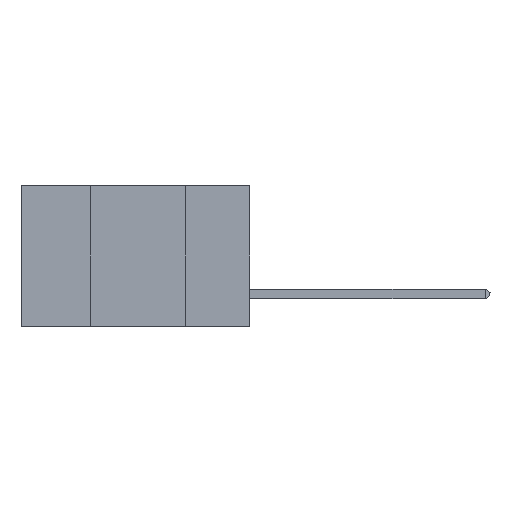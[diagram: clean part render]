
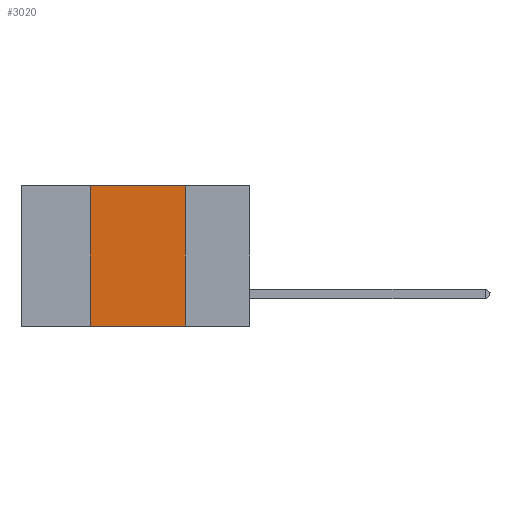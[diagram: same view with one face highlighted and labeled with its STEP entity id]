
A CAD part, left-side view. The second image highlights one B-rep face of the part: STEP entity #3020.
In plain terms, the highlighted planar face has unit normal (-1, 0, 0).
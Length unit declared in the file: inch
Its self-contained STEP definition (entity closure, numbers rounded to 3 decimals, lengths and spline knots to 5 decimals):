
#272 = CARTESIAN_POINT ( 'NONE',  ( 0., 0.17, -0.37 ) ) ;
#3020 = ADVANCED_FACE ( 'NONE', ( #9946 ), #5706, .F. ) ;
#5645 = DIRECTION ( 'NONE',  ( 0., 0., 1. ) ) ;
#5706 = PLANE ( 'NONE',  #16699 ) ;
#8515 = LINE ( 'NONE', #36683, #12131 ) ;
#8954 = VECTOR ( 'NONE', #32061, 39.37008 ) ;
#9838 = CARTESIAN_POINT ( 'NONE',  ( 0., 0.42, 0. ) ) ;
#9946 = FACE_OUTER_BOUND ( 'NONE', #32463, .T. ) ;
#10215 = EDGE_CURVE ( 'NONE', #25992, #40749, #37246, .T. ) ;
#11301 = CARTESIAN_POINT ( 'NONE',  ( 0., 0.6, 0. ) ) ;
#12131 = VECTOR ( 'NONE', #5645, 39.37008 ) ;
#13416 = DIRECTION ( 'NONE',  ( 0., 0., -1. ) ) ;
#13769 = ORIENTED_EDGE ( 'NONE', *, *, #25059, .T. ) ;
#13811 = VECTOR ( 'NONE', #29131, 39.37008 ) ;
#15650 = ORIENTED_EDGE ( 'NONE', *, *, #27113, .F. ) ;
#16699 = AXIS2_PLACEMENT_3D ( 'NONE', #36394, #44296, #13416 ) ;
#17497 = VERTEX_POINT ( 'NONE', #18321 ) ;
#18321 = CARTESIAN_POINT ( 'NONE',  ( 0., 0.42, -0.37 ) ) ;
#23752 = EDGE_CURVE ( 'NONE', #26160, #25992, #26380, .T. ) ;
#24061 = CARTESIAN_POINT ( 'NONE',  ( 0., 0.17, 0. ) ) ;
#24257 = LINE ( 'NONE', #43789, #32579 ) ;
#24977 = DIRECTION ( 'NONE',  ( 0., -1., 0. ) ) ;
#25059 = EDGE_CURVE ( 'NONE', #17497, #40749, #24257, .T. ) ;
#25667 = ORIENTED_EDGE ( 'NONE', *, *, #10215, .F. ) ;
#25992 = VERTEX_POINT ( 'NONE', #24061 ) ;
#26160 = VERTEX_POINT ( 'NONE', #9838 ) ;
#26380 = LINE ( 'NONE', #11301, #8954 ) ;
#27113 = EDGE_CURVE ( 'NONE', #17497, #26160, #8515, .T. ) ;
#29131 = DIRECTION ( 'NONE',  ( 0., 0., -1. ) ) ;
#32061 = DIRECTION ( 'NONE',  ( 0., -1., 0. ) ) ;
#32451 = ORIENTED_EDGE ( 'NONE', *, *, #23752, .F. ) ;
#32463 = EDGE_LOOP ( 'NONE', ( #25667, #32451, #15650, #13769 ) ) ;
#32579 = VECTOR ( 'NONE', #24977, 39.37008 ) ;
#36394 = CARTESIAN_POINT ( 'NONE',  ( 0., 0.6, 0. ) ) ;
#36683 = CARTESIAN_POINT ( 'NONE',  ( 0., 0.42, 0. ) ) ;
#36692 = CARTESIAN_POINT ( 'NONE',  ( 0., 0.17, 0. ) ) ;
#37246 = LINE ( 'NONE', #36692, #13811 ) ;
#40749 = VERTEX_POINT ( 'NONE', #272 ) ;
#43789 = CARTESIAN_POINT ( 'NONE',  ( 0., 0.6, -0.37 ) ) ;
#44296 = DIRECTION ( 'NONE',  ( 1., 0., 0. ) ) ;
